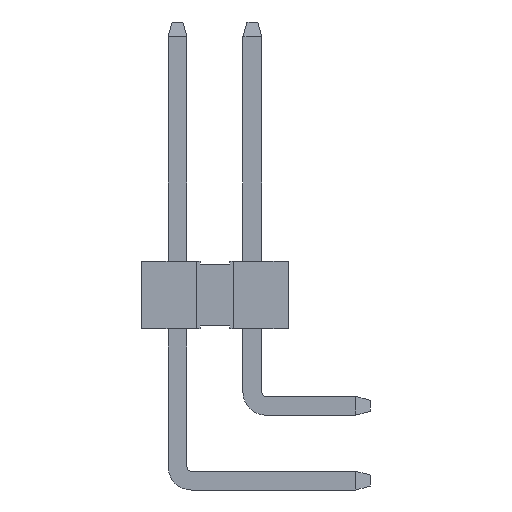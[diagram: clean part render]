
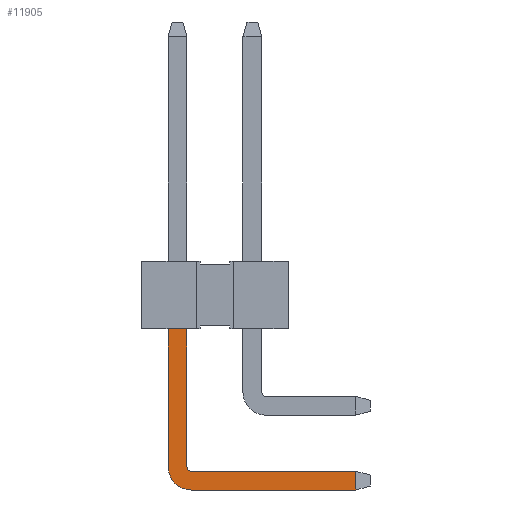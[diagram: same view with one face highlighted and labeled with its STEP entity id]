
A CAD part, left-side view. The second image highlights one B-rep face of the part: STEP entity #11905.
In plain terms, the highlighted planar face has unit normal (-1, 0, 0).
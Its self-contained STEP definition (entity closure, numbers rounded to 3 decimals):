
#401=DIRECTION('',(0.,1.,0.));
#402=VECTOR('',#401,0.64);
#403=CARTESIAN_POINT('',(-6.67,0.95,-1.145));
#404=LINE('',#403,#402);
#3977=DIRECTION('',(0.,1.,0.));
#3978=VECTOR('',#3977,5.58);
#3979=CARTESIAN_POINT('',(-6.67,-4.78,-6.615));
#3980=LINE('',#3979,#3978);
#3981=CARTESIAN_POINT('',(-6.67,0.8,-5.825));
#3982=DIRECTION('',(1.,0.,0.));
#3983=DIRECTION('',(0.,0.,-1.));
#3984=AXIS2_PLACEMENT_3D('',#3981,#3982,#3983);
#3986=DIRECTION('',(0.,0.,1.));
#3987=VECTOR('',#3986,4.68);
#3988=CARTESIAN_POINT('',(-6.67,1.59,-5.825));
#3989=LINE('',#3988,#3987);
#3990=DIRECTION('',(0.,0.,-1.));
#3991=VECTOR('',#3990,4.68);
#3992=CARTESIAN_POINT('',(-6.67,0.95,-1.145));
#3993=LINE('',#3992,#3991);
#3994=CARTESIAN_POINT('',(-6.67,0.8,-5.825));
#3995=DIRECTION('',(-1.,0.,0.));
#3996=DIRECTION('',(0.,1.,0.));
#3997=AXIS2_PLACEMENT_3D('',#3994,#3995,#3996);
#3999=DIRECTION('',(0.,-1.,0.));
#4000=VECTOR('',#3999,5.58);
#4001=CARTESIAN_POINT('',(-6.67,0.8,-5.975));
#4002=LINE('',#4001,#4000);
#4077=DIRECTION('',(0.,0.,1.));
#4078=VECTOR('',#4077,0.64);
#4079=CARTESIAN_POINT('',(-6.67,-4.78,-6.615));
#4080=LINE('',#4079,#4078);
#4713=CARTESIAN_POINT('',(-6.67,0.95,-5.825));
#4714=CARTESIAN_POINT('',(-6.67,0.8,-5.975));
#4715=VERTEX_POINT('',#4713);
#4716=VERTEX_POINT('',#4714);
#4717=CARTESIAN_POINT('',(-6.67,0.8,-6.615));
#4718=CARTESIAN_POINT('',(-6.67,1.59,-5.825));
#4719=VERTEX_POINT('',#4717);
#4720=VERTEX_POINT('',#4718);
#4741=CARTESIAN_POINT('',(-6.67,0.95,-1.145));
#4742=CARTESIAN_POINT('',(-6.67,1.59,-1.145));
#4743=VERTEX_POINT('',#4741);
#4744=VERTEX_POINT('',#4742);
#5046=CARTESIAN_POINT('',(-6.67,-4.78,-6.615));
#5048=VERTEX_POINT('',#5046);
#5049=CARTESIAN_POINT('',(-6.67,-4.78,-5.975));
#5050=VERTEX_POINT('',#5049);
#11883=CARTESIAN_POINT('',(-6.67,0.,0.));
#11884=DIRECTION('',(1.,0.,0.));
#11885=DIRECTION('',(0.,0.,-1.));
#11886=AXIS2_PLACEMENT_3D('',#11883,#11884,#11885);
#11887=PLANE('',#11886);
#11889=ORIENTED_EDGE('',*,*,#11888,.F.);
#11891=ORIENTED_EDGE('',*,*,#11890,.T.);
#11893=ORIENTED_EDGE('',*,*,#11892,.T.);
#11895=ORIENTED_EDGE('',*,*,#11894,.T.);
#11896=ORIENTED_EDGE('',*,*,#5906,.F.);
#11898=ORIENTED_EDGE('',*,*,#11897,.T.);
#11900=ORIENTED_EDGE('',*,*,#11899,.T.);
#11902=ORIENTED_EDGE('',*,*,#11901,.T.);
#11903=EDGE_LOOP('',(#11889,#11891,#11893,#11895,#11896,#11898,#11900,#11902));
#11904=FACE_OUTER_BOUND('',#11903,.F.);
#11905=ADVANCED_FACE('',(#11904),#11887,.F.);
#3985=CIRCLE('',#3984,0.79);
#3998=CIRCLE('',#3997,0.15);
#5906=EDGE_CURVE('',#4743,#4744,#404,.T.);
#11888=EDGE_CURVE('',#5048,#5050,#4080,.T.);
#11890=EDGE_CURVE('',#5048,#4719,#3980,.T.);
#11892=EDGE_CURVE('',#4719,#4720,#3985,.T.);
#11894=EDGE_CURVE('',#4720,#4744,#3989,.T.);
#11897=EDGE_CURVE('',#4743,#4715,#3993,.T.);
#11899=EDGE_CURVE('',#4715,#4716,#3998,.T.);
#11901=EDGE_CURVE('',#4716,#5050,#4002,.T.);
